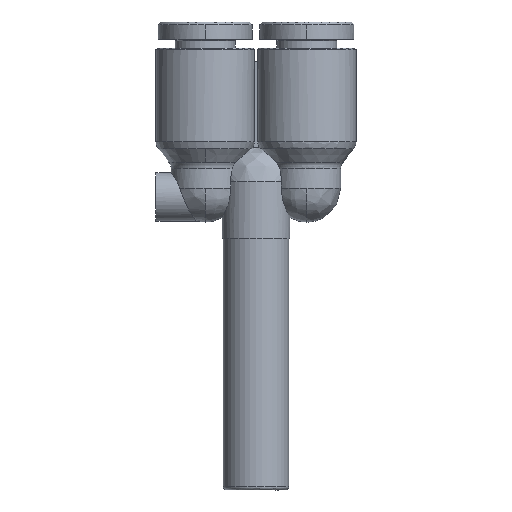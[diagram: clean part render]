
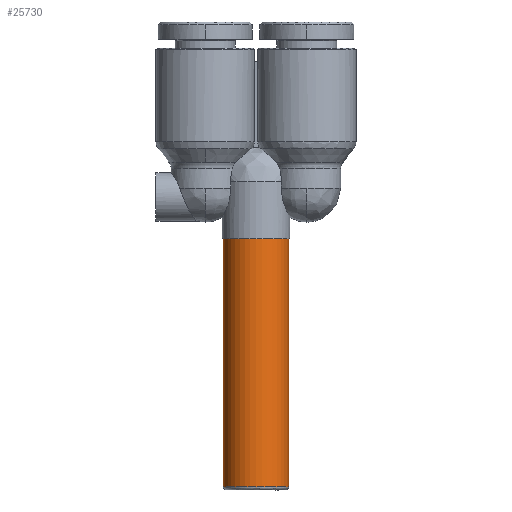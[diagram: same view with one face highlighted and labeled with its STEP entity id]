
A CAD part, front view. The second image highlights one B-rep face of the part: STEP entity #25730.
In plain terms, the highlighted cylindrical face has radius 3 mm (diameter 6 mm), a partial arc.
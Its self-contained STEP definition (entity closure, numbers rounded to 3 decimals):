
#29 = CARTESIAN_POINT ( 'NONE',  ( -21.4, 0., -1.65 ) ) ;
#506 = CYLINDRICAL_SURFACE ( 'NONE', #27560, 3. ) ;
#718 = VECTOR ( 'NONE', #9605, 1000. ) ;
#1112 = DIRECTION ( 'NONE',  ( 1., 0., 0. ) ) ;
#3102 = EDGE_CURVE ( 'NONE', #19164, #4266, #25050, .T. ) ;
#3173 = CARTESIAN_POINT ( 'NONE',  ( -9.9, 0., -4.65 ) ) ;
#3282 = DIRECTION ( 'NONE',  ( -1., 0., 0. ) ) ;
#3325 = EDGE_CURVE ( 'NONE', #19164, #26336, #18834, .T. ) ;
#3568 = FACE_OUTER_BOUND ( 'NONE', #26306, .T. ) ;
#4241 = CARTESIAN_POINT ( 'NONE',  ( -21.4, 0., -4.65 ) ) ;
#4266 = VERTEX_POINT ( 'NONE', #13479 ) ;
#5453 = CARTESIAN_POINT ( 'NONE',  ( -32.6, 0., -1.65 ) ) ;
#6478 = LINE ( 'NONE', #11098, #718 ) ;
#7467 = ORIENTED_EDGE ( 'NONE', *, *, #22883, .T. ) ;
#9479 = ORIENTED_EDGE ( 'NONE', *, *, #3325, .F. ) ;
#9605 = DIRECTION ( 'NONE',  ( 1., 0., 0. ) ) ;
#10773 = DIRECTION ( 'NONE',  ( 1., 0., 0. ) ) ;
#11017 = AXIS2_PLACEMENT_3D ( 'NONE', #14089, #1112, #22195 ) ;
#11098 = CARTESIAN_POINT ( 'NONE',  ( -21.4, 0., -7.65 ) ) ;
#11178 = DIRECTION ( 'NONE',  ( 1., 0., 0. ) ) ;
#11743 = CARTESIAN_POINT ( 'NONE',  ( -9.9, 0., -1.65 ) ) ;
#12853 = ORIENTED_EDGE ( 'NONE', *, *, #3102, .T. ) ;
#13028 = VECTOR ( 'NONE', #11178, 1000. ) ;
#13479 = CARTESIAN_POINT ( 'NONE',  ( -32.6, 0., -7.65 ) ) ;
#13835 = CIRCLE ( 'NONE', #27188, 3. ) ;
#14089 = CARTESIAN_POINT ( 'NONE',  ( -32.6, 0., -4.65 ) ) ;
#14131 = CARTESIAN_POINT ( 'NONE',  ( -9.9, 0., -7.65 ) ) ;
#16186 = DIRECTION ( 'NONE',  ( 0., 0., -1. ) ) ;
#18834 = LINE ( 'NONE', #29, #13028 ) ;
#19164 = VERTEX_POINT ( 'NONE', #5453 ) ;
#22195 = DIRECTION ( 'NONE',  ( 0., 0., -1. ) ) ;
#22883 = EDGE_CURVE ( 'NONE', #4266, #27747, #6478, .T. ) ;
#24402 = EDGE_CURVE ( 'NONE', #27747, #26336, #13835, .T. ) ;
#25050 = CIRCLE ( 'NONE', #11017, 3. ) ;
#25730 = ADVANCED_FACE ( 'NONE', ( #3568 ), #506, .T. ) ;
#26306 = EDGE_LOOP ( 'NONE', ( #9479, #12853, #7467, #27380 ) ) ;
#26336 = VERTEX_POINT ( 'NONE', #11743 ) ;
#27188 = AXIS2_PLACEMENT_3D ( 'NONE', #3173, #3282, #16186 ) ;
#27380 = ORIENTED_EDGE ( 'NONE', *, *, #24402, .T. ) ;
#27560 = AXIS2_PLACEMENT_3D ( 'NONE', #4241, #10773, #27946 ) ;
#27747 = VERTEX_POINT ( 'NONE', #14131 ) ;
#27946 = DIRECTION ( 'NONE',  ( 0., 0., -1. ) ) ;
